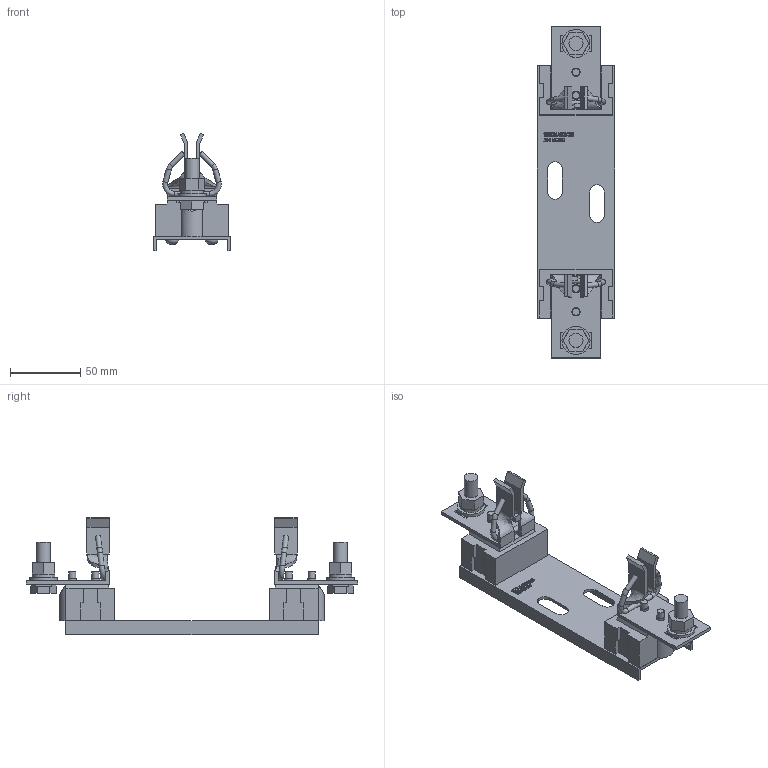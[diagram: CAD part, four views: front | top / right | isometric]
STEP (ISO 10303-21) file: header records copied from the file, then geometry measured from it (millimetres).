
FILE_DESCRIPTION(/* description */ (''),/* implementation_level */ '2;1');
FILE_NAME(/* name */ '3NH6260_v.stp',/* time_stamp */ '2025-02-05T08:49:49+01:00',/* author */ ('"(c) Siemens AG Smart Infrastructure"'),/* organization */ ('"(c) Siemens AG - Smart Infrastructure - EP"'),/* preprocessor_version */ 'ST-DEVELOPER v18.101',/* originating_system */ 'SIEMENS PLM Software NX 2008',/* authorisation */ '"Transmittal reproduction, dissemination and/or editing of this document as well as utilization of its contents and communication thereof to others without express authorization is prohibited. Offenders will be held liable for payment of damages. All rights created by patent grant or registration of a utility model or design patent are reserved."');
FILE_SCHEMA (('AUTOMOTIVE_DESIGN { 1 0 10303 214 3 1 1 1 }'));
Length unit declared in the file: millimetre
Products named in the file (1): model2
Bounding box: 55 x 237 x 83.6 mm (x, y, z)
Volume: 134743.7 mm3; surface area: 60217.8 mm2
Topology: 1 solids, 5 shells, 580 faces, 1528 edges, 1003 vertices
Faces by surface type: plane 406, cylinder 96, extrusion 26, bspline 20, cone 16, torus 8, sphere 4, revolution 4
Full cylindrical faces by diameter (mm): 3.6 x10, 3.7 x4, 5 x8, 6 x4, 10 x4, 16 x2, 20 x2
Entity records: 43370 total; most frequent: CARTESIAN_POINT 26296, ORIENTED_EDGE 2822, DIRECTION 2558, EDGE_CURVE 1411, VECTOR 966, VERTEX_POINT 946, LINE 940, AXIS2_PLACEMENT_3D 794
